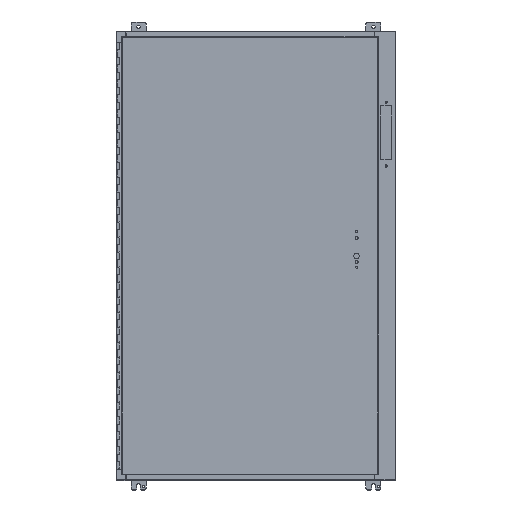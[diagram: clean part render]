
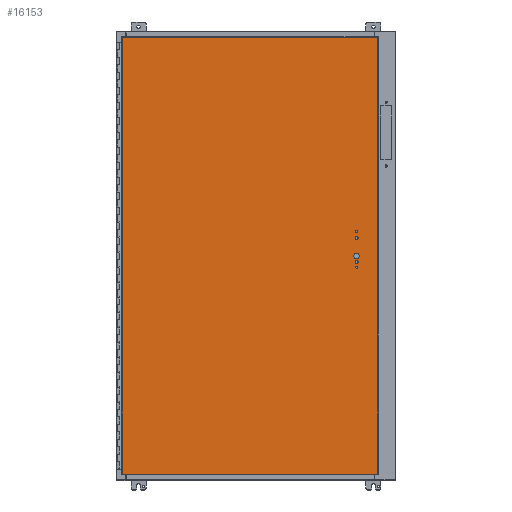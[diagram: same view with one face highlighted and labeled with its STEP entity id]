
A CAD part, top view. The second image highlights one B-rep face of the part: STEP entity #16153.
In plain terms, the highlighted planar face has unit normal (0, 0, 1).
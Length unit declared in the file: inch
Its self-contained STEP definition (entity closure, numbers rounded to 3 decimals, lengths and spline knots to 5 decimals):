
#247=FACE_BOUND($,#2586,.T.);
#248=FACE_BOUND($,#2587,.T.);
#249=FACE_BOUND($,#2588,.T.);
#250=FACE_BOUND($,#2589,.T.);
#251=FACE_BOUND($,#2590,.T.);
#252=FACE_BOUND($,#2591,.T.);
#754=CIRCLE($,#17432,0.375);
#756=CIRCLE($,#17435,0.203);
#758=CIRCLE($,#17438,0.203);
#760=CIRCLE($,#17441,0.1405);
#762=CIRCLE($,#17444,0.1405);
#2586=EDGE_LOOP($,(#13706));
#2587=EDGE_LOOP($,(#13707));
#2588=EDGE_LOOP($,(#13708));
#2589=EDGE_LOOP($,(#13709));
#2590=EDGE_LOOP($,(#13710));
#2591=EDGE_LOOP($,(#13711,#13712,#13713,#13714));
#4125=LINE($,#25950,#5802);
#4141=LINE($,#26052,#5818);
#4156=LINE($,#26152,#5833);
#4164=LINE($,#26236,#5841);
#5802=VECTOR($,#21336,58.2895);
#5818=VECTOR($,#21366,34.13325);
#5833=VECTOR($,#21395,58.2895);
#5841=VECTOR($,#21413,34.13325);
#7333=VERTEX_POINT($,#25876);
#7335=VERTEX_POINT($,#25881);
#7337=VERTEX_POINT($,#25886);
#7339=VERTEX_POINT($,#25891);
#7341=VERTEX_POINT($,#25896);
#7358=VERTEX_POINT($,#25941);
#7359=VERTEX_POINT($,#25949);
#7370=VERTEX_POINT($,#26044);
#7380=VERTEX_POINT($,#26144);
#9450=EDGE_CURVE($,#7333,#7333,#754,.T.);
#9452=EDGE_CURVE($,#7335,#7335,#756,.T.);
#9454=EDGE_CURVE($,#7337,#7337,#758,.T.);
#9456=EDGE_CURVE($,#7339,#7339,#760,.T.);
#9458=EDGE_CURVE($,#7341,#7341,#762,.T.);
#9480=EDGE_CURVE($,#7359,#7358,#4125,.T.);
#9500=EDGE_CURVE($,#7358,#7370,#4141,.T.);
#9519=EDGE_CURVE($,#7370,#7380,#4156,.T.);
#9531=EDGE_CURVE($,#7380,#7359,#4164,.T.);
#13706=ORIENTED_EDGE($,*,*,#9450,.T.);
#13707=ORIENTED_EDGE($,*,*,#9452,.T.);
#13708=ORIENTED_EDGE($,*,*,#9454,.T.);
#13709=ORIENTED_EDGE($,*,*,#9456,.T.);
#13710=ORIENTED_EDGE($,*,*,#9458,.T.);
#13711=ORIENTED_EDGE($,*,*,#9480,.T.);
#13712=ORIENTED_EDGE($,*,*,#9500,.T.);
#13713=ORIENTED_EDGE($,*,*,#9519,.T.);
#13714=ORIENTED_EDGE($,*,*,#9531,.T.);
#14901=PLANE($,#17477);
#16153=ADVANCED_FACE($,(#247,#248,#249,#250,#251,#252),#14901,.T.);
#17432=AXIS2_PLACEMENT_3D($,#25877,#21276,#21277);
#17435=AXIS2_PLACEMENT_3D($,#25882,#21282,#21283);
#17438=AXIS2_PLACEMENT_3D($,#25887,#21288,#21289);
#17441=AXIS2_PLACEMENT_3D($,#25892,#21294,#21295);
#17444=AXIS2_PLACEMENT_3D($,#25897,#21300,#21301);
#17477=AXIS2_PLACEMENT_3D($,#26322,#21438,#21439);
#21276=DIRECTION('center_axis',(0.,0.,-1.));
#21277=DIRECTION('ref_axis',(-1.,0.,0.));
#21282=DIRECTION('center_axis',(0.,0.,-1.));
#21283=DIRECTION('ref_axis',(-1.,0.,0.));
#21288=DIRECTION('center_axis',(0.,0.,-1.));
#21289=DIRECTION('ref_axis',(-1.,0.,0.));
#21294=DIRECTION('center_axis',(0.,0.,-1.));
#21295=DIRECTION('ref_axis',(-1.,0.,0.));
#21300=DIRECTION('center_axis',(0.,0.,-1.));
#21301=DIRECTION('ref_axis',(-1.,0.,0.));
#21336=DIRECTION($,(0.,1.,0.));
#21366=DIRECTION($,(-1.,0.,0.));
#21395=DIRECTION($,(0.,-1.,0.));
#21413=DIRECTION($,(1.,0.,0.));
#21438=DIRECTION('center_axis',(0.,0.,1.));
#21439=DIRECTION('ref_axis',(1.,0.,0.));
#25876=CARTESIAN_POINT('',(31.78075,29.231,0.074));
#25877=CARTESIAN_POINT('Origin',(31.40575,29.231,0.074));
#25881=CARTESIAN_POINT('',(31.60875,31.606,0.074));
#25882=CARTESIAN_POINT('Origin',(31.40575,31.606,0.074));
#25886=CARTESIAN_POINT('',(31.60875,28.418,0.074));
#25887=CARTESIAN_POINT('Origin',(31.40575,28.418,0.074));
#25891=CARTESIAN_POINT('',(31.54625,32.481,0.074));
#25892=CARTESIAN_POINT('Origin',(31.40575,32.481,0.074));
#25896=CARTESIAN_POINT('',(31.54625,27.731,0.074));
#25897=CARTESIAN_POINT('Origin',(31.40575,27.731,0.074));
#25941=CARTESIAN_POINT('',(34.2385,58.39475,0.074));
#25949=CARTESIAN_POINT('',(34.2385,0.10525,0.074));
#25950=CARTESIAN_POINT($,(34.2385,14.67763,0.074));
#26044=CARTESIAN_POINT('',(0.10525,58.39475,0.074));
#26052=CARTESIAN_POINT($,(25.70519,58.39475,0.074));
#26144=CARTESIAN_POINT('',(0.10525,0.10525,0.074));
#26152=CARTESIAN_POINT($,(0.10525,43.82238,0.074));
#26236=CARTESIAN_POINT($,(8.63856,0.10525,0.074));
#26322=CARTESIAN_POINT('Origin',(17.17188,29.25,0.074));
